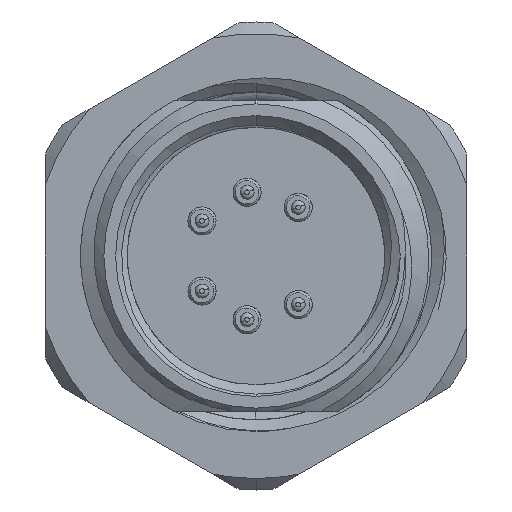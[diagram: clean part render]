
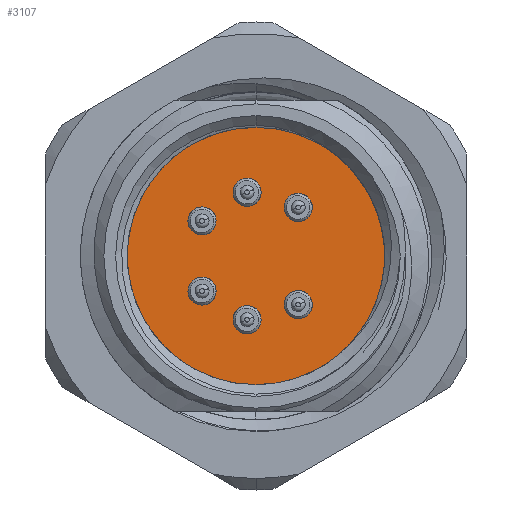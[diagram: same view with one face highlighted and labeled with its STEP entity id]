
A CAD part, left-side view. The second image highlights one B-rep face of the part: STEP entity #3107.
In plain terms, the highlighted planar face has unit normal (-1, 0, 0).
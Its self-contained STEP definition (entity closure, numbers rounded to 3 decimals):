
#31 = AXIS2_PLACEMENT_3D ( 'NONE', #1440, #2868, #6659 ) ;
#85 = DIRECTION ( 'NONE',  ( -1., 0., 0. ) ) ;
#204 = DIRECTION ( 'NONE',  ( 0., 0., 1. ) ) ;
#345 = DIRECTION ( 'NONE',  ( 0., 0., -1. ) ) ;
#360 = DIRECTION ( 'NONE',  ( 0., 0., 1. ) ) ;
#390 = DIRECTION ( 'NONE',  ( -1., 0., 0. ) ) ;
#436 = EDGE_CURVE ( 'NONE', #1685, #11854, #11024, .T. ) ;
#468 = DIRECTION ( 'NONE',  ( -1., 0., 0. ) ) ;
#559 = EDGE_CURVE ( 'NONE', #2802, #3180, #6081, .T. ) ;
#744 = AXIS2_PLACEMENT_3D ( 'NONE', #7548, #5669, #6487 ) ;
#928 = ORIENTED_EDGE ( 'NONE', *, *, #7628, .F. ) ;
#966 = EDGE_CURVE ( 'NONE', #7823, #6620, #7863, .T. ) ;
#998 = DIRECTION ( 'NONE',  ( 0., 0., 1. ) ) ;
#1009 = CIRCLE ( 'NONE', #4578, 0.6 ) ;
#1154 = CARTESIAN_POINT ( 'NONE',  ( -11.5, -1.804, 2.075 ) ) ;
#1223 = AXIS2_PLACEMENT_3D ( 'NONE', #10878, #9139, #2338 ) ;
#1365 = DIRECTION ( 'NONE',  ( -1., 0., 0. ) ) ;
#1387 = PLANE ( 'NONE',  #9899 ) ;
#1415 = CARTESIAN_POINT ( 'NONE',  ( -11.5, -1.804, 2.675 ) ) ;
#1421 = DIRECTION ( 'NONE',  ( 0., 0., 1. ) ) ;
#1440 = CARTESIAN_POINT ( 'NONE',  ( -11.5, 2.306, -1.498 ) ) ;
#1454 = FACE_BOUND ( 'NONE', #6438, .T. ) ;
#1535 = DIRECTION ( 'NONE',  ( 0., 0., 1. ) ) ;
#1542 = DIRECTION ( 'NONE',  ( -1., 0., 0. ) ) ;
#1551 = CARTESIAN_POINT ( 'NONE',  ( -11.5, 2.306, 2.098 ) ) ;
#1685 = VERTEX_POINT ( 'NONE', #11500 ) ;
#1797 = CIRCLE ( 'NONE', #31, 0.6 ) ;
#1982 = AXIS2_PLACEMENT_3D ( 'NONE', #12135, #4582, #9526 ) ;
#2338 = DIRECTION ( 'NONE',  ( 0., 0., 1. ) ) ;
#2580 = CIRCLE ( 'NONE', #11274, 0.6 ) ;
#2709 = EDGE_CURVE ( 'NONE', #7441, #3477, #10864, .T. ) ;
#2725 = ORIENTED_EDGE ( 'NONE', *, *, #8288, .F. ) ;
#2802 = VERTEX_POINT ( 'NONE', #1551 ) ;
#2852 = CARTESIAN_POINT ( 'NONE',  ( -11.5, 0., -6. ) ) ;
#2868 = DIRECTION ( 'NONE',  ( -1., 0., 0. ) ) ;
#3093 = ORIENTED_EDGE ( 'NONE', *, *, #4647, .F. ) ;
#3107 = ADVANCED_FACE ( 'NONE', ( #3182, #6965, #1454, #4242, #7960, #10738, #8819 ), #1387, .F. ) ;
#3154 = EDGE_CURVE ( 'NONE', #6102, #4556, #5345, .T. ) ;
#3180 = VERTEX_POINT ( 'NONE', #10668 ) ;
#3182 = FACE_BOUND ( 'NONE', #4618, .T. ) ;
#3423 = EDGE_CURVE ( 'NONE', #4556, #6102, #2580, .T. ) ;
#3439 = EDGE_CURVE ( 'NONE', #10916, #8812, #7724, .T. ) ;
#3451 = ORIENTED_EDGE ( 'NONE', *, *, #9805, .F. ) ;
#3477 = VERTEX_POINT ( 'NONE', #2852 ) ;
#3637 = DIRECTION ( 'NONE',  ( 0., 0., 1. ) ) ;
#3898 = DIRECTION ( 'NONE',  ( 0., 0., 1. ) ) ;
#3924 = CARTESIAN_POINT ( 'NONE',  ( -11.5, 0.383, -3.323 ) ) ;
#3994 = VERTEX_POINT ( 'NONE', #4461 ) ;
#4052 = CARTESIAN_POINT ( 'NONE',  ( -11.5, 4., 0. ) ) ;
#4107 = ORIENTED_EDGE ( 'NONE', *, *, #9336, .T. ) ;
#4125 = DIRECTION ( 'NONE',  ( -1., 0., 0. ) ) ;
#4242 = FACE_BOUND ( 'NONE', #7320, .T. ) ;
#4301 = AXIS2_PLACEMENT_3D ( 'NONE', #7820, #390, #204 ) ;
#4461 = CARTESIAN_POINT ( 'NONE',  ( -11.5, 0.383, -2.123 ) ) ;
#4503 = DIRECTION ( 'NONE',  ( -1., 0., 0. ) ) ;
#4556 = VERTEX_POINT ( 'NONE', #9963 ) ;
#4570 = CARTESIAN_POINT ( 'NONE',  ( -11.5, 2.306, 1.498 ) ) ;
#4578 = AXIS2_PLACEMENT_3D ( 'NONE', #4570, #8353, #3637 ) ;
#4582 = DIRECTION ( 'NONE',  ( -1., 0., 0. ) ) ;
#4595 = CARTESIAN_POINT ( 'NONE',  ( -11.5, 0.383, 2.123 ) ) ;
#4618 = EDGE_LOOP ( 'NONE', ( #11813, #3093 ) ) ;
#4647 = EDGE_CURVE ( 'NONE', #3180, #2802, #1009, .T. ) ;
#4668 = EDGE_LOOP ( 'NONE', ( #11355, #11621 ) ) ;
#4747 = CIRCLE ( 'NONE', #1982, 0.6 ) ;
#4786 = ORIENTED_EDGE ( 'NONE', *, *, #3423, .F. ) ;
#4942 = CIRCLE ( 'NONE', #5341, 0.6 ) ;
#5083 = EDGE_CURVE ( 'NONE', #8812, #10916, #1797, .T. ) ;
#5292 = CARTESIAN_POINT ( 'NONE',  ( -11.5, -1.804, -2.075 ) ) ;
#5341 = AXIS2_PLACEMENT_3D ( 'NONE', #1154, #4125, #360 ) ;
#5345 = CIRCLE ( 'NONE', #9293, 0.6 ) ;
#5669 = DIRECTION ( 'NONE',  ( -1., 0., 0. ) ) ;
#5727 = EDGE_CURVE ( 'NONE', #6620, #7823, #6559, .T. ) ;
#5757 = CIRCLE ( 'NONE', #1223, 0.6 ) ;
#5875 = ORIENTED_EDGE ( 'NONE', *, *, #2709, .T. ) ;
#5901 = DIRECTION ( 'NONE',  ( 0., 0., 1. ) ) ;
#5946 = CARTESIAN_POINT ( 'NONE',  ( -11.5, 0., 0. ) ) ;
#6081 = CIRCLE ( 'NONE', #744, 0.6 ) ;
#6102 = VERTEX_POINT ( 'NONE', #4595 ) ;
#6438 = EDGE_LOOP ( 'NONE', ( #2725, #12145 ) ) ;
#6487 = DIRECTION ( 'NONE',  ( 0., 0., 1. ) ) ;
#6521 = DIRECTION ( 'NONE',  ( -1., 0., 0. ) ) ;
#6559 = CIRCLE ( 'NONE', #9130, 0.6 ) ;
#6582 = DIRECTION ( 'NONE',  ( -1., 0., 0. ) ) ;
#6620 = VERTEX_POINT ( 'NONE', #12057 ) ;
#6659 = DIRECTION ( 'NONE',  ( 0., 0., 1. ) ) ;
#6965 = FACE_BOUND ( 'NONE', #9664, .T. ) ;
#7196 = CARTESIAN_POINT ( 'NONE',  ( -11.5, 2.306, -0.898 ) ) ;
#7320 = EDGE_LOOP ( 'NONE', ( #11683, #9937 ) ) ;
#7347 = CIRCLE ( 'NONE', #11290, 6. ) ;
#7441 = VERTEX_POINT ( 'NONE', #10964 ) ;
#7447 = DIRECTION ( 'NONE',  ( 0., 0., 1. ) ) ;
#7496 = EDGE_LOOP ( 'NONE', ( #3451, #928 ) ) ;
#7525 = AXIS2_PLACEMENT_3D ( 'NONE', #10288, #6582, #7447 ) ;
#7548 = CARTESIAN_POINT ( 'NONE',  ( -11.5, 2.306, 1.498 ) ) ;
#7628 = EDGE_CURVE ( 'NONE', #10082, #3994, #4747, .T. ) ;
#7724 = CIRCLE ( 'NONE', #7525, 0.6 ) ;
#7820 = CARTESIAN_POINT ( 'NONE',  ( -11.5, -1.804, 2.075 ) ) ;
#7823 = VERTEX_POINT ( 'NONE', #8052 ) ;
#7863 = CIRCLE ( 'NONE', #8853, 0.6 ) ;
#7960 = FACE_BOUND ( 'NONE', #7496, .T. ) ;
#8052 = CARTESIAN_POINT ( 'NONE',  ( -11.5, -1.804, -1.475 ) ) ;
#8288 = EDGE_CURVE ( 'NONE', #11854, #1685, #4942, .T. ) ;
#8353 = DIRECTION ( 'NONE',  ( -1., 0., 0. ) ) ;
#8460 = EDGE_LOOP ( 'NONE', ( #5875, #4107 ) ) ;
#8680 = AXIS2_PLACEMENT_3D ( 'NONE', #5946, #1365, #3898 ) ;
#8694 = ORIENTED_EDGE ( 'NONE', *, *, #3154, .F. ) ;
#8812 = VERTEX_POINT ( 'NONE', #7196 ) ;
#8819 = FACE_OUTER_BOUND ( 'NONE', #8460, .T. ) ;
#8853 = AXIS2_PLACEMENT_3D ( 'NONE', #11946, #4503, #1535 ) ;
#8994 = CARTESIAN_POINT ( 'NONE',  ( -11.5, 2.306, -2.098 ) ) ;
#9130 = AXIS2_PLACEMENT_3D ( 'NONE', #5292, #6521, #10417 ) ;
#9139 = DIRECTION ( 'NONE',  ( -1., 0., 0. ) ) ;
#9293 = AXIS2_PLACEMENT_3D ( 'NONE', #11612, #468, #5901 ) ;
#9336 = EDGE_CURVE ( 'NONE', #3477, #7441, #7347, .T. ) ;
#9526 = DIRECTION ( 'NONE',  ( 0., 0., 1. ) ) ;
#9664 = EDGE_LOOP ( 'NONE', ( #4786, #8694 ) ) ;
#9805 = EDGE_CURVE ( 'NONE', #3994, #10082, #5757, .T. ) ;
#9865 = DIRECTION ( 'NONE',  ( 1., 0., 0. ) ) ;
#9899 = AXIS2_PLACEMENT_3D ( 'NONE', #4052, #9865, #345 ) ;
#9937 = ORIENTED_EDGE ( 'NONE', *, *, #5727, .F. ) ;
#9963 = CARTESIAN_POINT ( 'NONE',  ( -11.5, 0.383, 3.323 ) ) ;
#10082 = VERTEX_POINT ( 'NONE', #3924 ) ;
#10288 = CARTESIAN_POINT ( 'NONE',  ( -11.5, 2.306, -1.498 ) ) ;
#10417 = DIRECTION ( 'NONE',  ( 0., 0., 1. ) ) ;
#10535 = CARTESIAN_POINT ( 'NONE',  ( -11.5, 0.383, 2.723 ) ) ;
#10668 = CARTESIAN_POINT ( 'NONE',  ( -11.5, 2.306, 0.898 ) ) ;
#10738 = FACE_BOUND ( 'NONE', #4668, .T. ) ;
#10864 = CIRCLE ( 'NONE', #8680, 6. ) ;
#10878 = CARTESIAN_POINT ( 'NONE',  ( -11.5, 0.383, -2.723 ) ) ;
#10916 = VERTEX_POINT ( 'NONE', #8994 ) ;
#10956 = CARTESIAN_POINT ( 'NONE',  ( -11.5, 0., 0. ) ) ;
#10964 = CARTESIAN_POINT ( 'NONE',  ( -11.5, 0., 6. ) ) ;
#11024 = CIRCLE ( 'NONE', #4301, 0.6 ) ;
#11274 = AXIS2_PLACEMENT_3D ( 'NONE', #10535, #85, #998 ) ;
#11290 = AXIS2_PLACEMENT_3D ( 'NONE', #10956, #1542, #1421 ) ;
#11355 = ORIENTED_EDGE ( 'NONE', *, *, #5083, .F. ) ;
#11500 = CARTESIAN_POINT ( 'NONE',  ( -11.5, -1.804, 1.475 ) ) ;
#11612 = CARTESIAN_POINT ( 'NONE',  ( -11.5, 0.383, 2.723 ) ) ;
#11621 = ORIENTED_EDGE ( 'NONE', *, *, #3439, .F. ) ;
#11683 = ORIENTED_EDGE ( 'NONE', *, *, #966, .F. ) ;
#11813 = ORIENTED_EDGE ( 'NONE', *, *, #559, .F. ) ;
#11854 = VERTEX_POINT ( 'NONE', #1415 ) ;
#11946 = CARTESIAN_POINT ( 'NONE',  ( -11.5, -1.804, -2.075 ) ) ;
#12057 = CARTESIAN_POINT ( 'NONE',  ( -11.5, -1.804, -2.675 ) ) ;
#12135 = CARTESIAN_POINT ( 'NONE',  ( -11.5, 0.383, -2.723 ) ) ;
#12145 = ORIENTED_EDGE ( 'NONE', *, *, #436, .F. ) ;
